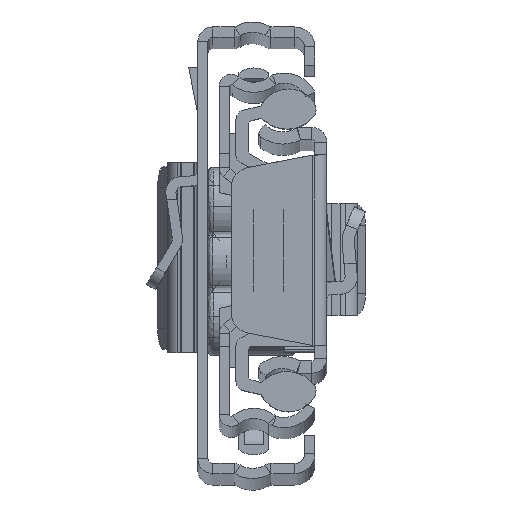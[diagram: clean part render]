
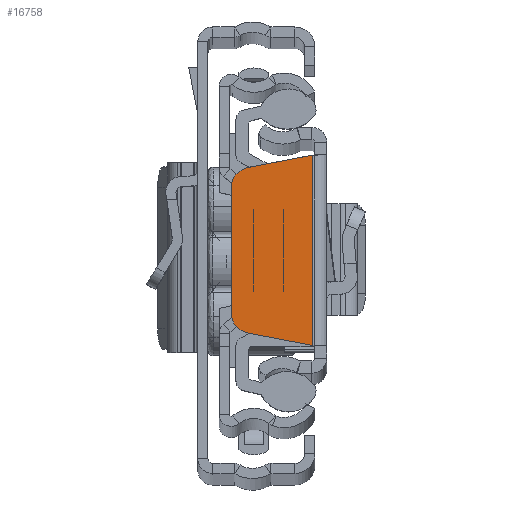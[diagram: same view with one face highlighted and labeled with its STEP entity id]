
A CAD part, top view. The second image highlights one B-rep face of the part: STEP entity #16758.
In plain terms, the highlighted planar face has unit normal (0, 0, 1).
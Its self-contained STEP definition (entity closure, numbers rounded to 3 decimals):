
#219 = LINE ( 'NONE', #650, #15065 ) ;
#650 = CARTESIAN_POINT ( 'NONE',  ( -9.401, 0., 0. ) ) ;
#939 = CARTESIAN_POINT ( 'NONE',  ( -7.401, 6.183, 0. ) ) ;
#1679 = VECTOR ( 'NONE', #8605, 1000. ) ;
#1804 = VERTEX_POINT ( 'NONE', #4193 ) ;
#1843 = AXIS2_PLACEMENT_3D ( 'NONE', #939, #15507, #10601 ) ;
#1946 = AXIS2_PLACEMENT_3D ( 'NONE', #2118, #5064, #11656 ) ;
#2108 = LINE ( 'NONE', #16780, #1679 ) ;
#2118 = CARTESIAN_POINT ( 'NONE',  ( -7.401, -6.183, 0. ) ) ;
#3177 = VERTEX_POINT ( 'NONE', #5268 ) ;
#3581 = CIRCLE ( 'NONE', #1843, 2. ) ;
#3594 = DIRECTION ( 'NONE',  ( 0., -1., 0. ) ) ;
#3971 = CARTESIAN_POINT ( 'NONE',  ( -1.36, 9.379, 0. ) ) ;
#4193 = CARTESIAN_POINT ( 'NONE',  ( -7.778, 8.147, 0. ) ) ;
#5064 = DIRECTION ( 'NONE',  ( 0., 0., 1. ) ) ;
#5268 = CARTESIAN_POINT ( 'NONE',  ( -1.36, -9.379, 0. ) ) ;
#5301 = AXIS2_PLACEMENT_3D ( 'NONE', #13861, #19092, #18769 ) ;
#6011 = EDGE_CURVE ( 'NONE', #18653, #3177, #2108, .T. ) ;
#6883 = EDGE_CURVE ( 'NONE', #14715, #1804, #8335, .T. ) ;
#7236 = PLANE ( 'NONE',  #5301 ) ;
#8335 = LINE ( 'NONE', #21191, #12099 ) ;
#8605 = DIRECTION ( 'NONE',  ( 0.982, -0.189, 0. ) ) ;
#9653 = CARTESIAN_POINT ( 'NONE',  ( -9.401, -6.183, 0. ) ) ;
#10052 = VERTEX_POINT ( 'NONE', #9653 ) ;
#10181 = EDGE_CURVE ( 'NONE', #14715, #3177, #10420, .T. ) ;
#10420 = LINE ( 'NONE', #15328, #16341 ) ;
#10601 = DIRECTION ( 'NONE',  ( -1., 0., 0. ) ) ;
#10894 = ORIENTED_EDGE ( 'NONE', *, *, #20688, .T. ) ;
#11628 = CARTESIAN_POINT ( 'NONE',  ( -7.778, -8.147, 0. ) ) ;
#11656 = DIRECTION ( 'NONE',  ( -1., 0., 0. ) ) ;
#12099 = VECTOR ( 'NONE', #18029, 1000. ) ;
#12486 = CARTESIAN_POINT ( 'NONE',  ( -9.401, 6.183, 0. ) ) ;
#13351 = ORIENTED_EDGE ( 'NONE', *, *, #15511, .T. ) ;
#13861 = CARTESIAN_POINT ( 'NONE',  ( 0., 0., 0. ) ) ;
#14421 = CIRCLE ( 'NONE', #1946, 2. ) ;
#14715 = VERTEX_POINT ( 'NONE', #3971 ) ;
#14983 = ORIENTED_EDGE ( 'NONE', *, *, #10181, .F. ) ;
#15065 = VECTOR ( 'NONE', #15436, 1000. ) ;
#15134 = ORIENTED_EDGE ( 'NONE', *, *, #6011, .T. ) ;
#15328 = CARTESIAN_POINT ( 'NONE',  ( -1.36, -9.379, 0. ) ) ;
#15436 = DIRECTION ( 'NONE',  ( 0., -1., 0. ) ) ;
#15507 = DIRECTION ( 'NONE',  ( 0., 0., 1. ) ) ;
#15511 = EDGE_CURVE ( 'NONE', #16539, #10052, #219, .T. ) ;
#16341 = VECTOR ( 'NONE', #3594, 1000. ) ;
#16539 = VERTEX_POINT ( 'NONE', #12486 ) ;
#16758 = ADVANCED_FACE ( 'NONE', ( #20401 ), #7236, .F. ) ;
#16780 = CARTESIAN_POINT ( 'NONE',  ( -1.786, -9.298, 0. ) ) ;
#16861 = EDGE_CURVE ( 'NONE', #1804, #16539, #3581, .T. ) ;
#18006 = ORIENTED_EDGE ( 'NONE', *, *, #6883, .T. ) ;
#18026 = ORIENTED_EDGE ( 'NONE', *, *, #16861, .T. ) ;
#18029 = DIRECTION ( 'NONE',  ( -0.982, -0.189, 0. ) ) ;
#18469 = EDGE_LOOP ( 'NONE', ( #13351, #10894, #15134, #14983, #18006, #18026 ) ) ;
#18653 = VERTEX_POINT ( 'NONE', #11628 ) ;
#18769 = DIRECTION ( 'NONE',  ( -1., 0., 0. ) ) ;
#19092 = DIRECTION ( 'NONE',  ( 0., 0., -1. ) ) ;
#20401 = FACE_OUTER_BOUND ( 'NONE', #18469, .T. ) ;
#20688 = EDGE_CURVE ( 'NONE', #10052, #18653, #14421, .T. ) ;
#21191 = CARTESIAN_POINT ( 'NONE',  ( -1.786, 9.298, 0. ) ) ;
